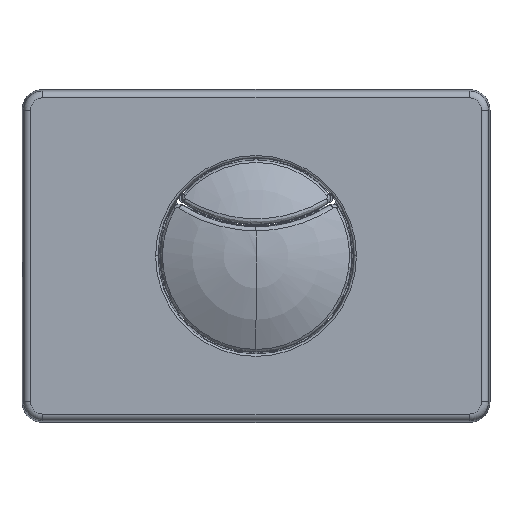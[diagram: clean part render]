
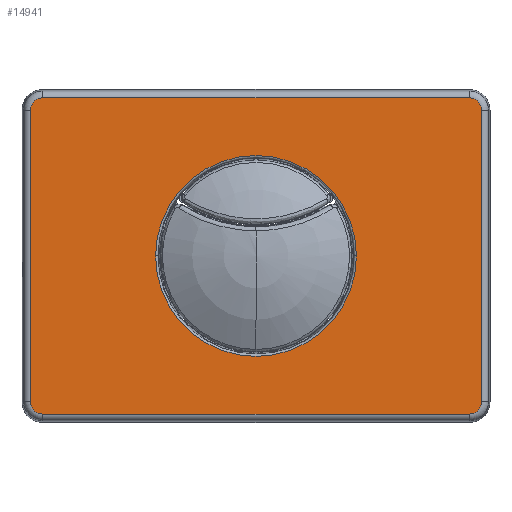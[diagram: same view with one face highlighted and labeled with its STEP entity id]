
A CAD part, top view. The second image highlights one B-rep face of the part: STEP entity #14941.
In plain terms, the highlighted planar face has unit normal (0, 0, 1).
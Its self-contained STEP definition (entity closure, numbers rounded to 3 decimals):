
#13776=DIRECTION('',(-1.,0.,0.));
#13777=VECTOR('',#13776,189.);
#13778=CARTESIAN_POINT('',(94.5,70.071,11.2));
#13779=LINE('',#13778,#13777);
#13798=CARTESIAN_POINT('',(-94.5,64.6,11.2));
#13799=DIRECTION('',(0.,0.,1.));
#13800=DIRECTION('',(0.,1.,0.));
#13801=AXIS2_PLACEMENT_3D('',#13798,#13799,#13800);
#13822=DIRECTION('',(0.,-1.,0.));
#13823=VECTOR('',#13822,129.2);
#13824=CARTESIAN_POINT('',(-99.971,64.6,11.2));
#13825=LINE('',#13824,#13823);
#13844=CARTESIAN_POINT('',(-94.5,-64.6,11.2));
#13845=DIRECTION('',(0.,0.,1.));
#13846=DIRECTION('',(-1.,0.,0.));
#13847=AXIS2_PLACEMENT_3D('',#13844,#13845,#13846);
#13868=DIRECTION('',(1.,0.,0.));
#13869=VECTOR('',#13868,189.);
#13870=CARTESIAN_POINT('',(-94.5,-70.071,11.2));
#13871=LINE('',#13870,#13869);
#13890=CARTESIAN_POINT('',(94.5,-64.6,11.2));
#13891=DIRECTION('',(0.,0.,1.));
#13892=DIRECTION('',(0.,-1.,0.));
#13893=AXIS2_PLACEMENT_3D('',#13890,#13891,#13892);
#13914=DIRECTION('',(0.,1.,0.));
#13915=VECTOR('',#13914,129.2);
#13916=CARTESIAN_POINT('',(99.971,-64.6,11.2));
#13917=LINE('',#13916,#13915);
#13936=CARTESIAN_POINT('',(94.5,64.6,11.2));
#13937=DIRECTION('',(0.,0.,1.));
#13938=DIRECTION('',(1.,0.,0.));
#13939=AXIS2_PLACEMENT_3D('',#13936,#13937,#13938);
#14709=CARTESIAN_POINT('',(0.,0.,11.2));
#14710=DIRECTION('',(0.,0.,-1.));
#14711=DIRECTION('',(-1.,0.,0.));
#14712=AXIS2_PLACEMENT_3D('',#14709,#14710,#14711);
#14733=CARTESIAN_POINT('',(0.,0.,11.2));
#14734=DIRECTION('',(0.,0.,-1.));
#14735=DIRECTION('',(1.,0.,0.));
#14736=AXIS2_PLACEMENT_3D('',#14733,#14734,#14735);
#14796=CARTESIAN_POINT('',(94.5,70.071,11.2));
#14797=CARTESIAN_POINT('',(-94.5,70.071,11.2));
#14798=VERTEX_POINT('',#14796);
#14799=VERTEX_POINT('',#14797);
#14804=CARTESIAN_POINT('',(-99.971,64.6,11.2));
#14805=VERTEX_POINT('',#14804);
#14808=CARTESIAN_POINT('',(-99.971,-64.6,11.2));
#14809=VERTEX_POINT('',#14808);
#14812=CARTESIAN_POINT('',(-94.5,-70.071,11.2));
#14813=VERTEX_POINT('',#14812);
#14816=CARTESIAN_POINT('',(94.5,-70.071,11.2));
#14817=VERTEX_POINT('',#14816);
#14820=CARTESIAN_POINT('',(99.971,-64.6,11.2));
#14821=VERTEX_POINT('',#14820);
#14824=CARTESIAN_POINT('',(99.971,64.6,11.2));
#14825=VERTEX_POINT('',#14824);
#14876=CARTESIAN_POINT('',(44.5,0.,11.2));
#14877=CARTESIAN_POINT('',(-44.5,0.,11.2));
#14878=VERTEX_POINT('',#14876);
#14879=VERTEX_POINT('',#14877);
#14912=CARTESIAN_POINT('',(0.,0.,11.2));
#14913=DIRECTION('',(0.,0.,1.));
#14914=DIRECTION('',(1.,0.,0.));
#14915=AXIS2_PLACEMENT_3D('',#14912,#14913,#14914);
#14916=PLANE('',#14915);
#14918=ORIENTED_EDGE('',*,*,#14917,.F.);
#14920=ORIENTED_EDGE('',*,*,#14919,.F.);
#14922=ORIENTED_EDGE('',*,*,#14921,.F.);
#14924=ORIENTED_EDGE('',*,*,#14923,.F.);
#14926=ORIENTED_EDGE('',*,*,#14925,.F.);
#14928=ORIENTED_EDGE('',*,*,#14927,.F.);
#14930=ORIENTED_EDGE('',*,*,#14929,.F.);
#14932=ORIENTED_EDGE('',*,*,#14931,.F.);
#14933=EDGE_LOOP('',(#14918,#14920,#14922,#14924,#14926,#14928,#14930,#14932));
#14934=FACE_OUTER_BOUND('',#14933,.F.);
#14936=ORIENTED_EDGE('',*,*,#14935,.F.);
#14938=ORIENTED_EDGE('',*,*,#14937,.F.);
#14939=EDGE_LOOP('',(#14936,#14938));
#14940=FACE_BOUND('',#14939,.F.);
#14941=ADVANCED_FACE('',(#14934,#14940),#14916,.T.);
#13802=CIRCLE('',#13801,5.471);
#13848=CIRCLE('',#13847,5.471);
#13894=CIRCLE('',#13893,5.471);
#13940=CIRCLE('',#13939,5.471);
#14713=CIRCLE('',#14712,44.5);
#14737=CIRCLE('',#14736,44.5);
#14917=EDGE_CURVE('',#14798,#14799,#13779,.T.);
#14919=EDGE_CURVE('',#14825,#14798,#13940,.T.);
#14921=EDGE_CURVE('',#14821,#14825,#13917,.T.);
#14923=EDGE_CURVE('',#14817,#14821,#13894,.T.);
#14925=EDGE_CURVE('',#14813,#14817,#13871,.T.);
#14927=EDGE_CURVE('',#14809,#14813,#13848,.T.);
#14929=EDGE_CURVE('',#14805,#14809,#13825,.T.);
#14931=EDGE_CURVE('',#14799,#14805,#13802,.T.);
#14935=EDGE_CURVE('',#14878,#14879,#14737,.T.);
#14937=EDGE_CURVE('',#14879,#14878,#14713,.T.);
